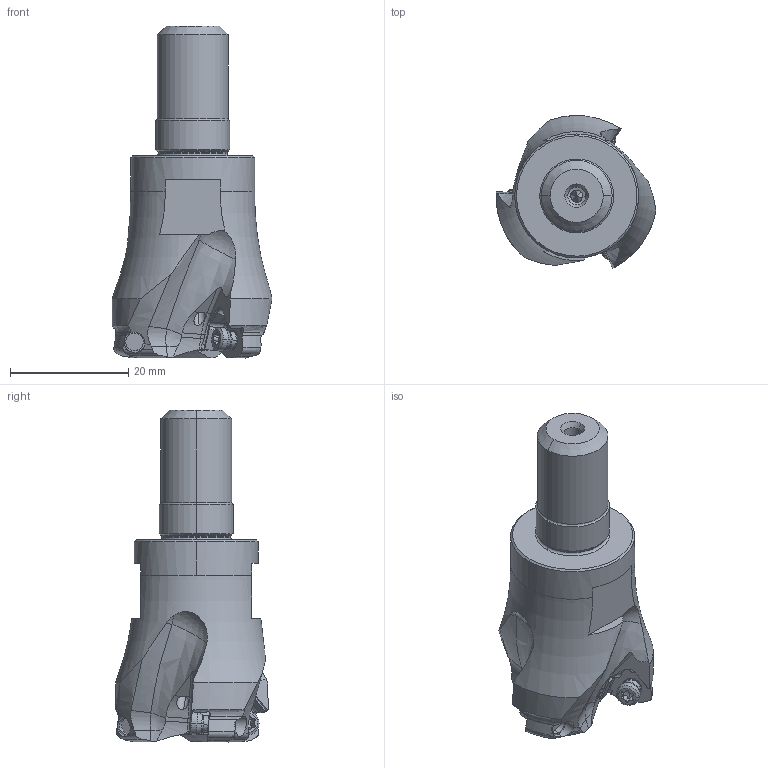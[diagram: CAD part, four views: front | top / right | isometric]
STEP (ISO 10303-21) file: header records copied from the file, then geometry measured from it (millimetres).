
FILE_DESCRIPTION(/* description */ (''),/* implementation_level */ '2;1');
FILE_NAME(/* name */ 'AJXU08R183AM1235.stp',/* time_stamp */ '2021-09-08T11:49:03+09:00',/* author */ (''),/* organization */ (''),/* preprocessor_version */ 'ST-DEVELOPER v16',/* originating_system */ 'SIEMENS PLM Software NX 10.0',/* authorisation */ '');
FILE_SCHEMA (('AUTOMOTIVE_DESIGN { 1 0 10303 214 3 1 1 1 }'));
Length unit declared in the file: millimetre
Products named in the file (1): AJXU08R183AM1235_ASM
Bounding box: 27.1 x 25.87 x 56.24 mm (x, y, z)
Volume: 13829.4 mm3; surface area: 5166.9 mm2
Topology: 4 solids, 4 shells, 369 faces, 1125 edges, 770 vertices
Faces by surface type: cylinder 163, plane 90, cone 64, torus 31, sphere 12, bspline 9
Entity records: 16700 total; most frequent: CARTESIAN_POINT 6717, ORIENTED_EDGE 2208, DIRECTION 1921, EDGE_CURVE 1104, AXIS2_PLACEMENT_3D 793, VERTEX_POINT 745, EDGE_LOOP 383, CIRCLE 376
